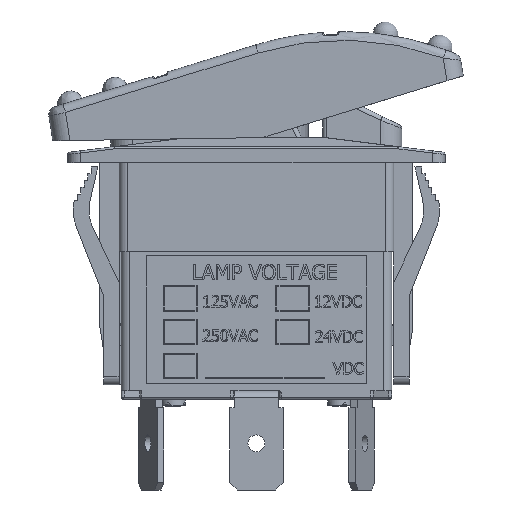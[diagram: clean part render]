
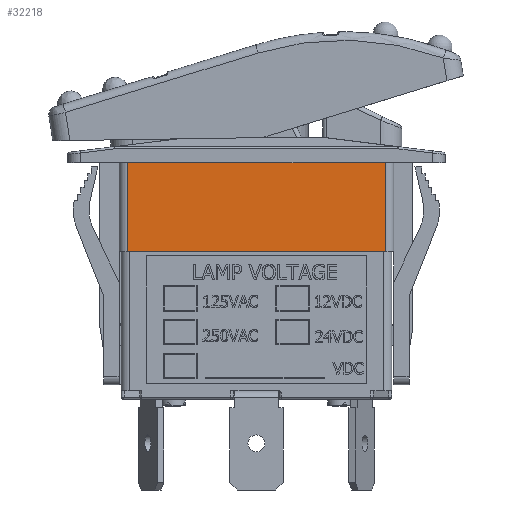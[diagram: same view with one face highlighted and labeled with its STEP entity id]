
A CAD part, front view. The second image highlights one B-rep face of the part: STEP entity #32218.
In plain terms, the highlighted planar face has unit normal (0, -1, 0).
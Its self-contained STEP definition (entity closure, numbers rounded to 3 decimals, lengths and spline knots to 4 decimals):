
#3106=LINE('',#55780,#6161);
#3339=LINE('',#56448,#6394);
#3341=LINE('',#56454,#6396);
#3342=LINE('',#56455,#6397);
#6161=VECTOR('',#40234,1.);
#6394=VECTOR('',#40763,1.);
#6396=VECTOR('',#40769,1.);
#6397=VECTOR('',#40770,1.);
#7837=PLANE('',#34423);
#9325=FACE_OUTER_BOUND('',#11220,.T.);
#11220=EDGE_LOOP('',(#27993,#27994,#27995,#27996));
#15423=VERTEX_POINT('',#55777);
#15424=VERTEX_POINT('',#55779);
#15687=VERTEX_POINT('',#56447);
#15689=VERTEX_POINT('',#56453);
#19619=EDGE_CURVE('',#15424,#15423,#3106,.T.);
#19945=EDGE_CURVE('',#15424,#15687,#3339,.T.);
#19948=EDGE_CURVE('',#15689,#15423,#3341,.T.);
#19949=EDGE_CURVE('',#15687,#15689,#3342,.T.);
#27993=ORIENTED_EDGE('',*,*,#19945,.F.);
#27994=ORIENTED_EDGE('',*,*,#19619,.T.);
#27995=ORIENTED_EDGE('',*,*,#19948,.F.);
#27996=ORIENTED_EDGE('',*,*,#19949,.F.);
#32218=ADVANCED_FACE('',(#9325),#7837,.T.);
#34423=AXIS2_PLACEMENT_3D('',#56452,#40767,#40768);
#40234=DIRECTION('',(1.,0.,0.));
#40763=DIRECTION('',(0.,0.,1.));
#40767=DIRECTION('center_axis',(0.,-1.,0.));
#40768=DIRECTION('ref_axis',(0.,0.,1.));
#40769=DIRECTION('',(0.,0.,-1.));
#40770=DIRECTION('',(1.,0.,0.));
#55777=CARTESIAN_POINT('',(1.52,-1.04,1.74));
#55779=CARTESIAN_POINT('',(-1.52,-1.04,1.74));
#55780=CARTESIAN_POINT('',(-1.62,-1.04,1.74));
#56447=CARTESIAN_POINT('',(-1.52,-1.04,2.79));
#56448=CARTESIAN_POINT('',(-1.52,-1.04,2.79));
#56452=CARTESIAN_POINT('Origin',(-1.62,-1.04,2.79));
#56453=CARTESIAN_POINT('',(1.52,-1.04,2.79));
#56454=CARTESIAN_POINT('',(1.52,-1.04,2.79));
#56455=CARTESIAN_POINT('',(-0.81,-1.04,2.79));
